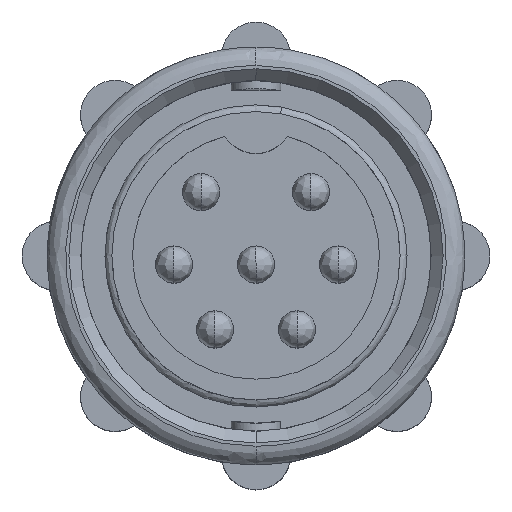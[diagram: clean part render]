
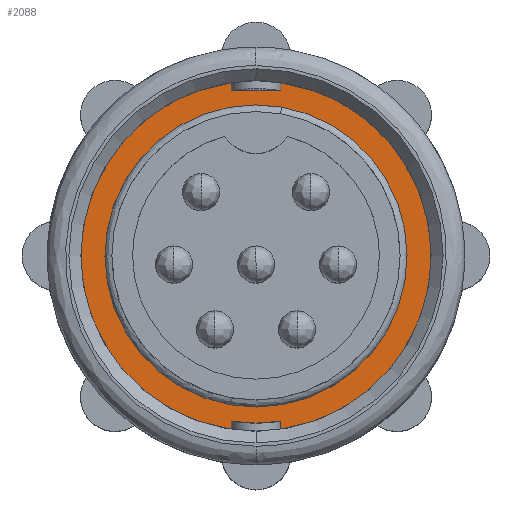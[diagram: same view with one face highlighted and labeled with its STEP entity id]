
A CAD part, top view. The second image highlights one B-rep face of the part: STEP entity #2088.
In plain terms, the highlighted planar face has unit normal (0, 0, 1).
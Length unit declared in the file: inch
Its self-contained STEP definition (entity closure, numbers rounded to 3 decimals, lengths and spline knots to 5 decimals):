
#52 = CARTESIAN_POINT ( 'NONE',  ( 0.0625, 0., -0.28908 ) ) ;
#238 = DIRECTION ( 'NONE',  ( 0., 0., 1. ) ) ;
#340 = EDGE_CURVE ( 'NONE', #5295, #5439, #8771, .T. ) ;
#345 = CIRCLE ( 'NONE', #7920, 0.37948 ) ;
#401 = CARTESIAN_POINT ( 'NONE',  ( 0.06425, 0.374, -0.28908 ) ) ;
#469 = DIRECTION ( 'NONE',  ( 0., -1., 0. ) ) ;
#504 = CARTESIAN_POINT ( 'NONE',  ( -0.0625, 0.43554, -0.28908 ) ) ;
#659 = EDGE_CURVE ( 'NONE', #7728, #3271, #2705, .T. ) ;
#688 = VECTOR ( 'NONE', #9715, 39.37008 ) ;
#927 = CARTESIAN_POINT ( 'NONE',  ( -0.0625, 0., -0.28908 ) ) ;
#1067 = ORIENTED_EDGE ( 'NONE', *, *, #659, .T. ) ;
#1088 = AXIS2_PLACEMENT_3D ( 'NONE', #3578, #2085, #7471 ) ;
#1184 = CARTESIAN_POINT ( 'NONE',  ( -0.0625, -0.41532, -0.28908 ) ) ;
#1304 = PLANE ( 'NONE',  #1088 ) ;
#1469 = VERTEX_POINT ( 'NONE', #9823 ) ;
#1566 = VERTEX_POINT ( 'NONE', #9142 ) ;
#1626 = ORIENTED_EDGE ( 'NONE', *, *, #2707, .F. ) ;
#1632 = LINE ( 'NONE', #7005, #7531 ) ;
#1640 = EDGE_CURVE ( 'NONE', #5467, #7728, #5360, .T. ) ;
#1711 = DIRECTION ( 'NONE',  ( 0., -1., 0. ) ) ;
#1712 = VERTEX_POINT ( 'NONE', #8767 ) ;
#1944 = ORIENTED_EDGE ( 'NONE', *, *, #1640, .T. ) ;
#2085 = DIRECTION ( 'NONE',  ( 0., 0., -1. ) ) ;
#2088 = ADVANCED_FACE ( 'NONE', ( #5224, #4980 ), #1304, .F. ) ;
#2184 = EDGE_LOOP ( 'NONE', ( #8193, #7908, #3466, #7484, #1944, #1067, #7247, #1626, #9782 ) ) ;
#2385 = AXIS2_PLACEMENT_3D ( 'NONE', #7022, #2396, #7806 ) ;
#2396 = DIRECTION ( 'NONE',  ( 0., 0., 1. ) ) ;
#2496 = ORIENTED_EDGE ( 'NONE', *, *, #7899, .F. ) ;
#2705 = LINE ( 'NONE', #2741, #688 ) ;
#2707 = EDGE_CURVE ( 'NONE', #3867, #1469, #1632, .T. ) ;
#2741 = CARTESIAN_POINT ( 'NONE',  ( 0.0625, 0.43554, -0.28908 ) ) ;
#2770 = EDGE_CURVE ( 'NONE', #3353, #1712, #3187, .T. ) ;
#2873 = CIRCLE ( 'NONE', #4375, 0.42 ) ;
#2948 = DIRECTION ( 'NONE',  ( 0., 0., 1. ) ) ;
#3036 = CARTESIAN_POINT ( 'NONE',  ( -0.06425, -0.374, -0.28908 ) ) ;
#3052 = AXIS2_PLACEMENT_3D ( 'NONE', #3112, #8532, #3885 ) ;
#3071 = AXIS2_PLACEMENT_3D ( 'NONE', #4850, #238, #5612 ) ;
#3112 = CARTESIAN_POINT ( 'NONE',  ( 0., 0., -0.28908 ) ) ;
#3187 = LINE ( 'NONE', #927, #7267 ) ;
#3271 = VERTEX_POINT ( 'NONE', #5651 ) ;
#3353 = VERTEX_POINT ( 'NONE', #1184 ) ;
#3466 = ORIENTED_EDGE ( 'NONE', *, *, #5291, .F. ) ;
#3473 = AXIS2_PLACEMENT_3D ( 'NONE', #4320, #9739, #5105 ) ;
#3578 = CARTESIAN_POINT ( 'NONE',  ( 0., 0., -0.28908 ) ) ;
#3867 = VERTEX_POINT ( 'NONE', #504 ) ;
#3873 = DIRECTION ( 'NONE',  ( 0., 1., 0. ) ) ;
#3885 = DIRECTION ( 'NONE',  ( 0., -1., 0. ) ) ;
#3969 = CARTESIAN_POINT ( 'NONE',  ( 0.0625, -0.43554, -0.28908 ) ) ;
#4091 = CARTESIAN_POINT ( 'NONE',  ( 0., 0., -0.28908 ) ) ;
#4266 = AXIS2_PLACEMENT_3D ( 'NONE', #4091, #7663, #4456 ) ;
#4320 = CARTESIAN_POINT ( 'NONE',  ( 0., 0., -0.28908 ) ) ;
#4375 = AXIS2_PLACEMENT_3D ( 'NONE', #9717, #5076, #469 ) ;
#4456 = DIRECTION ( 'NONE',  ( -1., 0., 0. ) ) ;
#4850 = CARTESIAN_POINT ( 'NONE',  ( 0., 0., -0.28908 ) ) ;
#4877 = ORIENTED_EDGE ( 'NONE', *, *, #340, .F. ) ;
#4980 = FACE_BOUND ( 'NONE', #9240, .T. ) ;
#5076 = DIRECTION ( 'NONE',  ( 0., 0., 1. ) ) ;
#5105 = DIRECTION ( 'NONE',  ( 0., -1., 0. ) ) ;
#5224 = FACE_OUTER_BOUND ( 'NONE', #2184, .T. ) ;
#5291 = EDGE_CURVE ( 'NONE', #1566, #6319, #7628, .T. ) ;
#5295 = VERTEX_POINT ( 'NONE', #401 ) ;
#5360 = CIRCLE ( 'NONE', #2385, 0.44 ) ;
#5439 = VERTEX_POINT ( 'NONE', #3036 ) ;
#5467 = VERTEX_POINT ( 'NONE', #3969 ) ;
#5612 = DIRECTION ( 'NONE',  ( 0., 1., 0. ) ) ;
#5651 = CARTESIAN_POINT ( 'NONE',  ( 0.0625, 0.41532, -0.28908 ) ) ;
#5878 = LINE ( 'NONE', #52, #9770 ) ;
#6319 = VERTEX_POINT ( 'NONE', #7605 ) ;
#6455 = EDGE_CURVE ( 'NONE', #6319, #3353, #8199, .T. ) ;
#6712 = EDGE_CURVE ( 'NONE', #3271, #1469, #2873, .T. ) ;
#7005 = CARTESIAN_POINT ( 'NONE',  ( -0.0625, 0., -0.28908 ) ) ;
#7022 = CARTESIAN_POINT ( 'NONE',  ( 0., 0., -0.28908 ) ) ;
#7247 = ORIENTED_EDGE ( 'NONE', *, *, #6712, .T. ) ;
#7267 = VECTOR ( 'NONE', #1711, 39.37008 ) ;
#7471 = DIRECTION ( 'NONE',  ( 0., 1., 0. ) ) ;
#7484 = ORIENTED_EDGE ( 'NONE', *, *, #7566, .F. ) ;
#7531 = VECTOR ( 'NONE', #7793, 39.37008 ) ;
#7566 = EDGE_CURVE ( 'NONE', #5467, #1566, #5878, .T. ) ;
#7574 = CARTESIAN_POINT ( 'NONE',  ( 0., 0., -0.28908 ) ) ;
#7605 = CARTESIAN_POINT ( 'NONE',  ( 0., -0.42, -0.28908 ) ) ;
#7628 = CIRCLE ( 'NONE', #3473, 0.42 ) ;
#7663 = DIRECTION ( 'NONE',  ( 0., 0., 1. ) ) ;
#7728 = VERTEX_POINT ( 'NONE', #9592 ) ;
#7793 = DIRECTION ( 'NONE',  ( 0., -1., 0. ) ) ;
#7806 = DIRECTION ( 'NONE',  ( 0., 1., 0. ) ) ;
#7899 = EDGE_CURVE ( 'NONE', #5439, #5295, #345, .T. ) ;
#7908 = ORIENTED_EDGE ( 'NONE', *, *, #6455, .F. ) ;
#7920 = AXIS2_PLACEMENT_3D ( 'NONE', #7574, #2948, #8363 ) ;
#8193 = ORIENTED_EDGE ( 'NONE', *, *, #2770, .F. ) ;
#8199 = CIRCLE ( 'NONE', #3052, 0.42 ) ;
#8208 = EDGE_CURVE ( 'NONE', #3867, #1712, #8465, .T. ) ;
#8363 = DIRECTION ( 'NONE',  ( -1., 0., 0. ) ) ;
#8465 = CIRCLE ( 'NONE', #3071, 0.44 ) ;
#8532 = DIRECTION ( 'NONE',  ( 0., 0., -1. ) ) ;
#8767 = CARTESIAN_POINT ( 'NONE',  ( -0.0625, -0.43554, -0.28908 ) ) ;
#8771 = CIRCLE ( 'NONE', #4266, 0.37948 ) ;
#9142 = CARTESIAN_POINT ( 'NONE',  ( 0.0625, -0.41532, -0.28908 ) ) ;
#9240 = EDGE_LOOP ( 'NONE', ( #4877, #2496 ) ) ;
#9592 = CARTESIAN_POINT ( 'NONE',  ( 0.0625, 0.43554, -0.28908 ) ) ;
#9715 = DIRECTION ( 'NONE',  ( 0., -1., 0. ) ) ;
#9717 = CARTESIAN_POINT ( 'NONE',  ( 0., 0., -0.28908 ) ) ;
#9739 = DIRECTION ( 'NONE',  ( 0., 0., -1. ) ) ;
#9770 = VECTOR ( 'NONE', #3873, 39.37008 ) ;
#9782 = ORIENTED_EDGE ( 'NONE', *, *, #8208, .T. ) ;
#9823 = CARTESIAN_POINT ( 'NONE',  ( -0.0625, 0.41532, -0.28908 ) ) ;
